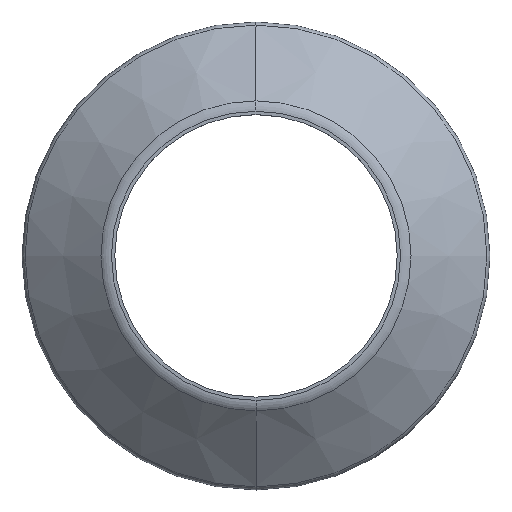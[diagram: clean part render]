
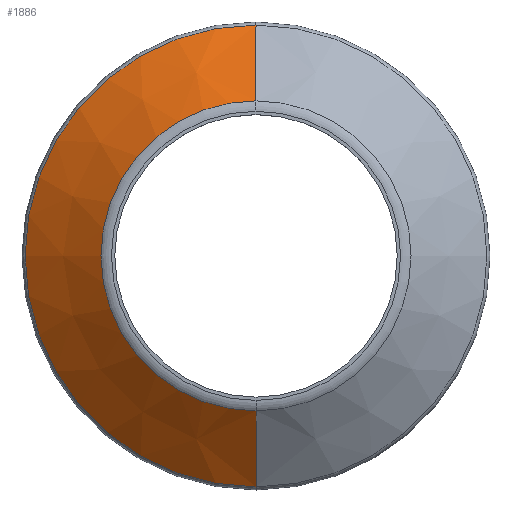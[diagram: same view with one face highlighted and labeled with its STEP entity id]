
A CAD part, top view. The second image highlights one B-rep face of the part: STEP entity #1886.
In plain terms, the highlighted conical face has half-angle 51.34 degrees and reference radius 11.543 mm.
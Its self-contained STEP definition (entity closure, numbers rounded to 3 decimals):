
#453=CARTESIAN_POINT('',(0.,0.,-0.65));
#454=DIRECTION('',(0.,0.,1.));
#455=DIRECTION('',(0.,1.,0.));
#456=AXIS2_PLACEMENT_3D('',#453,#454,#455);
#458=CARTESIAN_POINT('',(0.,0.,-4.281));
#459=DIRECTION('',(0.,0.,1.));
#460=DIRECTION('',(0.,1.,0.));
#461=AXIS2_PLACEMENT_3D('',#458,#459,#460);
#468=DIRECTION('',(0.,0.781,0.625));
#469=VECTOR('',#468,5.812);
#470=CARTESIAN_POINT('',(0.,9.274,
-4.281));
#471=LINE('',#470,#469);
#477=DIRECTION('',(0.,-0.781,0.625));
#478=VECTOR('',#477,5.812);
#479=CARTESIAN_POINT('',(0.,-9.274,
-4.281));
#480=LINE('',#479,#478);
#1108=CARTESIAN_POINT('',(0.,-13.812,-0.65));
#1109=CARTESIAN_POINT('',(0.,13.812,-0.65));
#1110=VERTEX_POINT('',#1108);
#1111=VERTEX_POINT('',#1109);
#1112=CARTESIAN_POINT('',(0.,9.274,
-4.281));
#1113=VERTEX_POINT('',#1112);
#1114=CARTESIAN_POINT('',(0.,-9.274,
-4.281));
#1115=VERTEX_POINT('',#1114);
#1872=CARTESIAN_POINT('',(0.,0.,-2.465));
#1873=DIRECTION('',(0.,0.,1.));
#1874=DIRECTION('',(0.,1.,0.));
#1875=AXIS2_PLACEMENT_3D('',#1872,#1873,#1874);
#1876=CONICAL_SURFACE('',#1875,11.543,51.34);
#1877=ORIENTED_EDGE('',*,*,#1854,.T.);
#1879=ORIENTED_EDGE('',*,*,#1878,.F.);
#1881=ORIENTED_EDGE('',*,*,#1880,.F.);
#1883=ORIENTED_EDGE('',*,*,#1882,.T.);
#1884=EDGE_LOOP('',(#1877,#1879,#1881,#1883));
#1885=FACE_OUTER_BOUND('',#1884,.F.);
#457=CIRCLE('',#456,13.812);
#462=CIRCLE('',#461,9.274);
#1854=EDGE_CURVE('',#1111,#1110,#457,.T.);
#1878=EDGE_CURVE('',#1115,#1110,#480,.T.);
#1880=EDGE_CURVE('',#1113,#1115,#462,.T.);
#1882=EDGE_CURVE('',#1113,#1111,#471,.T.);
#1886=ADVANCED_FACE('',(#1885),#1876,.T.);
